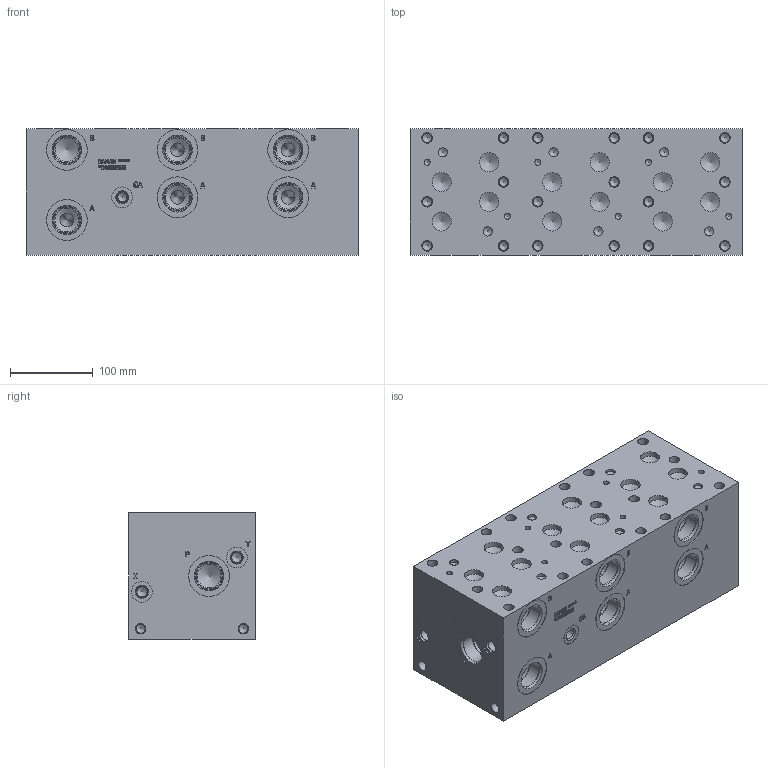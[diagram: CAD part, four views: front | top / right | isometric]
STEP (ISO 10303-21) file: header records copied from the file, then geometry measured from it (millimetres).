
FILE_DESCRIPTION(/* description */ (''),/* implementation_level */ '2;1');
FILE_NAME(/* name */ '_D08S035S.stp',/* time_stamp */ '2020-03-13T10:29:24-04:00',/* author */ ('devonn'),/* organization */ (''),/* preprocessor_version */ 'ST-DEVELOPER v17',/* originating_system */ 'Autodesk Inventor 2019',/* authorisation */ '');
FILE_SCHEMA (('AUTOMOTIVE_DESIGN { 1 0 10303 214 3 1 1 }'));
Length unit declared in the file: millimetre
Products named in the file (1): Part_AD08S035S_3D
Bounding box: 400.05 x 152.4 x 152.4 mm (x, y, z)
Volume: 8869274.6 mm3; surface area: 364462.3 mm2
Topology: 1 solids, 1 shells, 859 faces, 2350 edges, 1594 vertices
Faces by surface type: plane 418, bspline 187, cylinder 142, cone 112
Full cylindrical faces by diameter (mm): 7.137 x6, 10.719 x23, 11.125 x7, 11.455 x1, 12.294 x4, 12.7 x23, 12.9 x2, 12.903 x3, 14.275 x5, 14.529 x5, 17.018 x1, 23.012 x12, 25.019 x5, 28.575 x7, 31.267 x7, 33.34 x2, 33.35 x5, 33.757 x7, 35.509 x5, 38.1 x1, 39.218 x1, 41.28 x1, 41.758 x1, 49.124 x7, 58.572 x1
Entity records: 28642 total; most frequent: CARTESIAN_POINT 7175, ORIENTED_EDGE 4580, DIRECTION 3792, EDGE_CURVE 2290, VERTEX_POINT 1594, LINE 1386, VECTOR 1386, AXIS2_PLACEMENT_3D 1203
